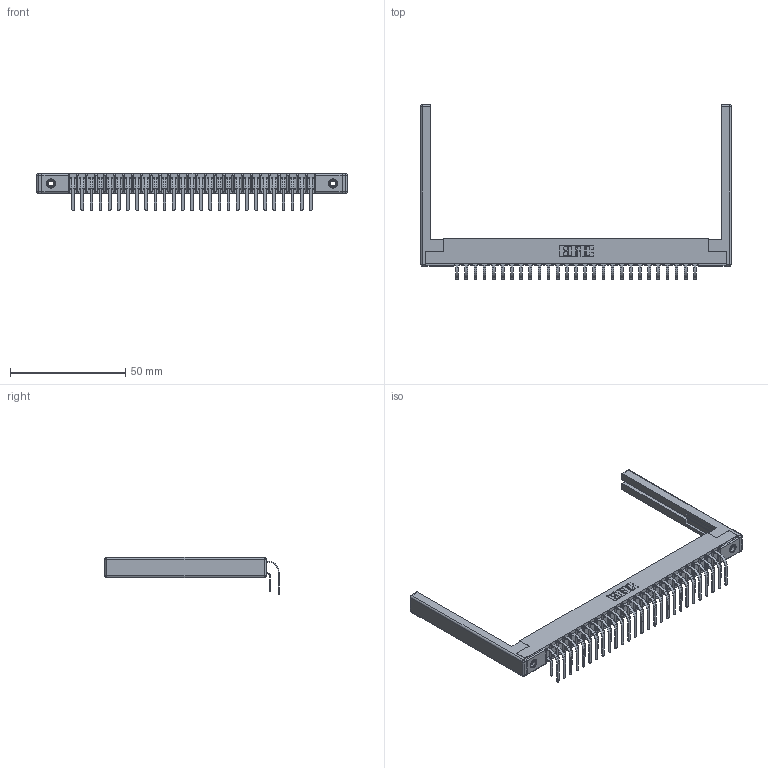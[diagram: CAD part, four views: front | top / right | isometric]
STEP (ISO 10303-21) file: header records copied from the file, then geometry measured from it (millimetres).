
FILE_DESCRIPTION (( 'STEP AP203' ), '1' );
FILE_NAME ('357-054-559-268.STEP', '2022-07-08T22:11:27', ( '' ), ( '' ), 'SwSTEP 2.0', 'SolidWorks 2020', '' );
FILE_SCHEMA (( 'CONFIG_CONTROL_DESIGN' ));
Length unit declared in the file: inch
Products named in the file (6): 307-220-068; 357-054-559-268; 345-250-001_345-250-001-102; 307 Part_.156 Dia Mounting Holes; 307-290-001_558 559 - 1 (Single); 307-290-001_559 - 2 (Single)
Assembly tree (59 placements, depth 2):
  357-054-559-268
    307 Part_.156 Dia Mounting Holes
    307-290-001_558 559 - 1 (Single)  x27
    307-290-001_559 - 2 (Single)  x27
    307-220-068  x2
    345-250-001_345-250-001-102  x2
Bounding box: 134.42 x 75.48 x 16.08 mm (x, y, z)
Volume: 13556.3 mm3; surface area: 21321.5 mm2
Topology: 59 solids, 59 shells, 3000 faces, 8381 edges, 5418 vertices
Faces by surface type: plane 1940, cylinder 980, sphere 64, cone 12, torus 4
Entity records: 30066 total; most frequent: CARTESIAN_POINT 4902, ORIENTED_EDGE 4848, DIRECTION 4822, EDGE_CURVE 2424, VECTOR 1850, LINE 1850, VERTEX_POINT 1566, AXIS2_PLACEMENT_3D 1486
